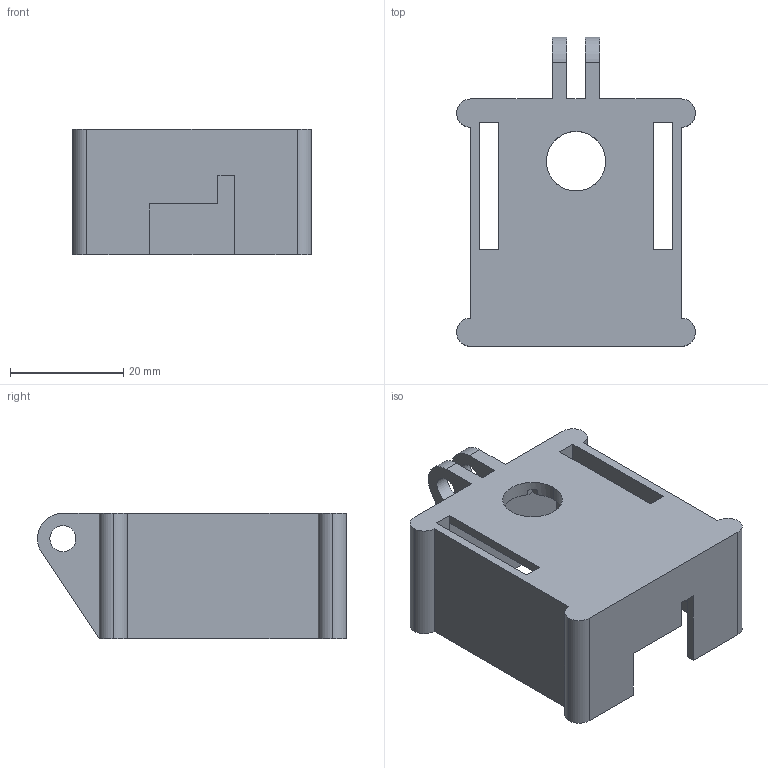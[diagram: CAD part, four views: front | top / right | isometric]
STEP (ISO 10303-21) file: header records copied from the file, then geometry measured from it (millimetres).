
FILE_DESCRIPTION (( 'STEP AP214' ), '1' );
FILE_NAME ('面捕.STEP', '2025-06-30T10:39:15', ( 'Windows 用户' ), ( '' ), 'SwSTEP 2.0', 'SolidWorks 2022', '' );
FILE_SCHEMA (( 'AUTOMOTIVE_DESIGN' ));
Length unit declared in the file: millimetre
Products named in the file (1): 面捕
Bounding box: 42.2 x 54.59 x 22.2 mm (x, y, z)
Volume: 9923.4 mm3; surface area: 10709.8 mm2
Topology: 1 solids, 1 shells, 85 faces, 238 edges, 156 vertices
Faces by surface type: plane 63, cylinder 22
Entity records: 2772 total; most frequent: CARTESIAN_POINT 480, ORIENTED_EDGE 476, DIRECTION 460, EDGE_CURVE 238, VECTOR 188, LINE 188, VERTEX_POINT 156, AXIS2_PLACEMENT_3D 136
